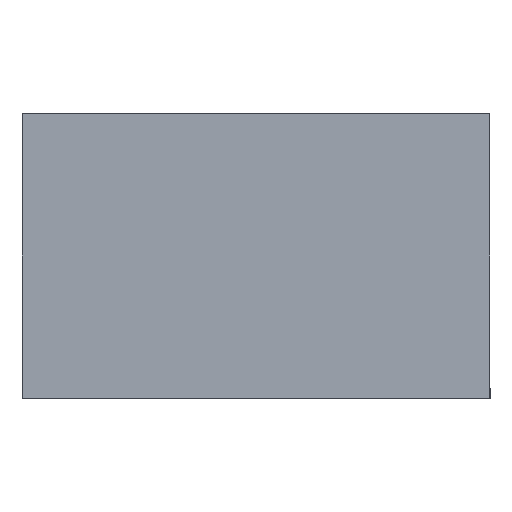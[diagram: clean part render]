
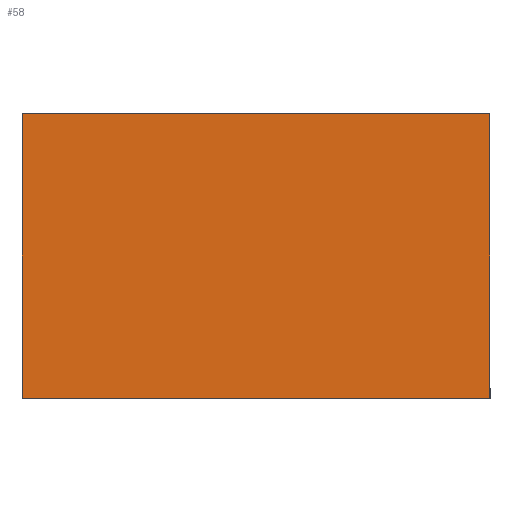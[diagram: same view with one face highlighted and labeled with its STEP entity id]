
A CAD part, left-side view. The second image highlights one B-rep face of the part: STEP entity #58.
In plain terms, the highlighted planar face has unit normal (-1, 0, 0).
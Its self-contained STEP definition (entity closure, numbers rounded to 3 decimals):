
#31 = CARTESIAN_POINT ( 'NONE',  ( 0., 0., 14. ) ) ;
#51 = EDGE_CURVE ( 'NONE', #652, #578, #149, .T. ) ;
#53 = ORIENTED_EDGE ( 'NONE', *, *, #129, .T. ) ;
#58 = ADVANCED_FACE ( 'NONE', ( #337 ), #305, .F. ) ;
#69 = DIRECTION ( 'NONE',  ( 0., -1., 0. ) ) ;
#117 = LINE ( 'NONE', #455, #189 ) ;
#128 = LINE ( 'NONE', #154, #526 ) ;
#129 = EDGE_CURVE ( 'NONE', #326, #525, #352, .T. ) ;
#136 = AXIS2_PLACEMENT_3D ( 'NONE', #414, #638, #311 ) ;
#137 = ORIENTED_EDGE ( 'NONE', *, *, #51, .F. ) ;
#149 = LINE ( 'NONE', #31, #639 ) ;
#154 = CARTESIAN_POINT ( 'NONE',  ( 0., 0., 14. ) ) ;
#189 = VECTOR ( 'NONE', #509, 1000. ) ;
#213 = DIRECTION ( 'NONE',  ( 0., -1., 0. ) ) ;
#273 = ORIENTED_EDGE ( 'NONE', *, *, #532, .F. ) ;
#305 = PLANE ( 'NONE',  #136 ) ;
#310 = CARTESIAN_POINT ( 'NONE',  ( 0., 23., 0. ) ) ;
#311 = DIRECTION ( 'NONE',  ( 0., 0., -1. ) ) ;
#326 = VERTEX_POINT ( 'NONE', #310 ) ;
#337 = FACE_OUTER_BOUND ( 'NONE', #383, .T. ) ;
#352 = LINE ( 'NONE', #570, #398 ) ;
#378 = ORIENTED_EDGE ( 'NONE', *, *, #539, .T. ) ;
#383 = EDGE_LOOP ( 'NONE', ( #53, #273, #137, #378 ) ) ;
#398 = VECTOR ( 'NONE', #213, 1000. ) ;
#411 = CARTESIAN_POINT ( 'NONE',  ( 0., 0., 0. ) ) ;
#414 = CARTESIAN_POINT ( 'NONE',  ( 0., 0., 14. ) ) ;
#426 = CARTESIAN_POINT ( 'NONE',  ( 0., 23., 14. ) ) ;
#434 = CARTESIAN_POINT ( 'NONE',  ( 0., 0., 14. ) ) ;
#455 = CARTESIAN_POINT ( 'NONE',  ( 0., 23., 14. ) ) ;
#509 = DIRECTION ( 'NONE',  ( 0., 0., -1. ) ) ;
#517 = DIRECTION ( 'NONE',  ( 0., 0., -1. ) ) ;
#525 = VERTEX_POINT ( 'NONE', #411 ) ;
#526 = VECTOR ( 'NONE', #517, 1000. ) ;
#532 = EDGE_CURVE ( 'NONE', #578, #525, #128, .T. ) ;
#539 = EDGE_CURVE ( 'NONE', #652, #326, #117, .T. ) ;
#570 = CARTESIAN_POINT ( 'NONE',  ( 0., 0., 0. ) ) ;
#578 = VERTEX_POINT ( 'NONE', #434 ) ;
#638 = DIRECTION ( 'NONE',  ( 1., 0., 0. ) ) ;
#639 = VECTOR ( 'NONE', #69, 1000. ) ;
#652 = VERTEX_POINT ( 'NONE', #426 ) ;
